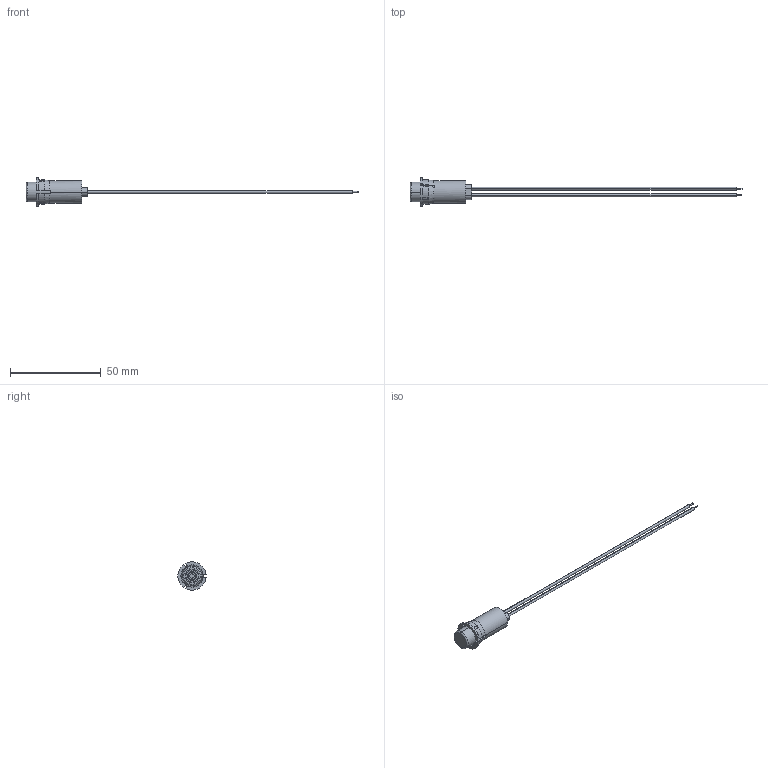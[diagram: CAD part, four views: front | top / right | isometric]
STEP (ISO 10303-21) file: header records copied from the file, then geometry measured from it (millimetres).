
FILE_DESCRIPTION (( 'STEP AP214' ), '1' );
FILE_NAME ('32_21_Series.STEP', '2019-05-13T23:29:42', ( 'user' ), ( 'Microsoft' ), 'SwSTEP 2.0', 'SolidWorks 2018', '' );
FILE_SCHEMA (( 'AUTOMOTIVE_DESIGN' ));
Length unit declared in the file: foot
Products named in the file (4): 890039XX0X_Lens; _20 AWG Solid Wire_06"; 91016402xx; 32_21_Series
Assembly tree (4 placements, depth 2):
  32_21_Series
    91016402xx
    _20 AWG Solid Wire_06"  x2
    890039XX0X_Lens
Bounding box: 183.15 x 15.6 x 15.61 mm (x, y, z)
Volume: 2042.5 mm3; surface area: 4926.8 mm2
Topology: 4 solids, 4 shells, 288 faces, 795 edges, 521 vertices
Faces by surface type: cylinder 129, plane 126, torus 17, cone 14, sphere 2
Entity records: 9613 total; most frequent: CARTESIAN_POINT 1882, DIRECTION 1701, ORIENTED_EDGE 1550, EDGE_CURVE 775, AXIS2_PLACEMENT_3D 709, VERTEX_POINT 509, CIRCLE 424, EDGE_LOOP 288
